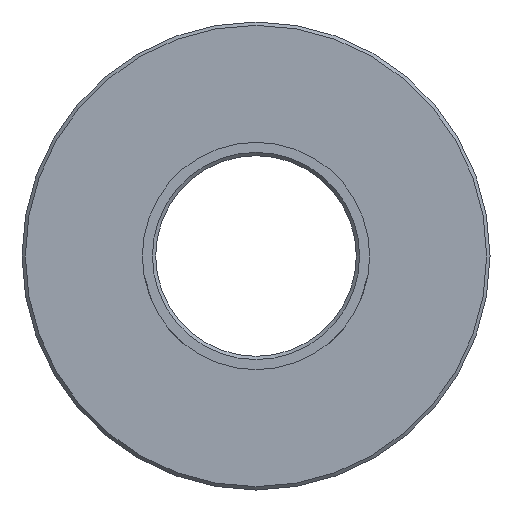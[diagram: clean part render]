
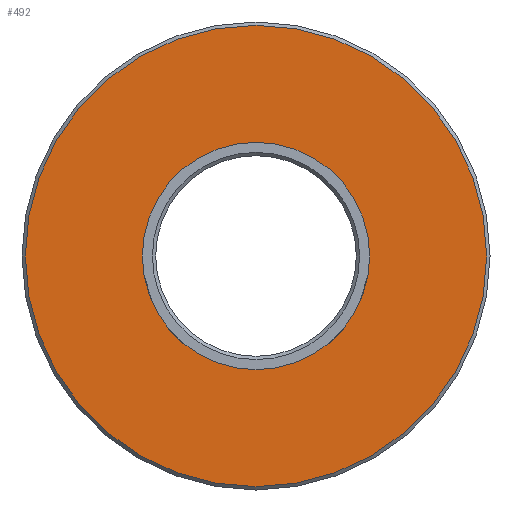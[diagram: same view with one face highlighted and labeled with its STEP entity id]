
A CAD part, left-side view. The second image highlights one B-rep face of the part: STEP entity #492.
In plain terms, the highlighted planar face has unit normal (-1, 0, 0).
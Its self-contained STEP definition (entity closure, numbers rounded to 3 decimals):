
#58=PLANE($,#533);
#90=FACE_BOUND($,#165,.T.);
#91=FACE_BOUND($,#166,.T.);
#165=EDGE_LOOP($,(#375));
#166=EDGE_LOOP($,(#376));
#233=CIRCLE($,#532,34.5);
#234=CIRCLE($,#534,17.);
#265=VERTEX_POINT($,#752);
#266=VERTEX_POINT($,#755);
#313=EDGE_CURVE($,#265,#265,#233,.T.);
#314=EDGE_CURVE($,#266,#266,#234,.T.);
#375=ORIENTED_EDGE($,*,*,#314,.T.);
#376=ORIENTED_EDGE($,*,*,#313,.F.);
#492=ADVANCED_FACE($,(#90,#91),#58,.T.);
#532=AXIS2_PLACEMENT_3D($,#753,#607,#608);
#533=AXIS2_PLACEMENT_3D($,#754,#609,#610);
#534=AXIS2_PLACEMENT_3D($,#756,#611,#612);
#607=DIRECTION('center_axis',(1.,0.,0.));
#608=DIRECTION('ref_axis',(0.,-1.,0.));
#609=DIRECTION('center_axis',(-1.,0.,0.));
#610=DIRECTION('ref_axis',(0.,0.,1.));
#611=DIRECTION('center_axis',(1.,0.,0.));
#612=DIRECTION('ref_axis',(0.,0.,-1.));
#752=CARTESIAN_POINT('',(0.,34.5,0.));
#753=CARTESIAN_POINT('Origin',(0.,0.,0.));
#754=CARTESIAN_POINT('Origin',(0.,26.,0.));
#755=CARTESIAN_POINT('',(0.,0.,17.));
#756=CARTESIAN_POINT('Origin',(0.,0.,0.));
